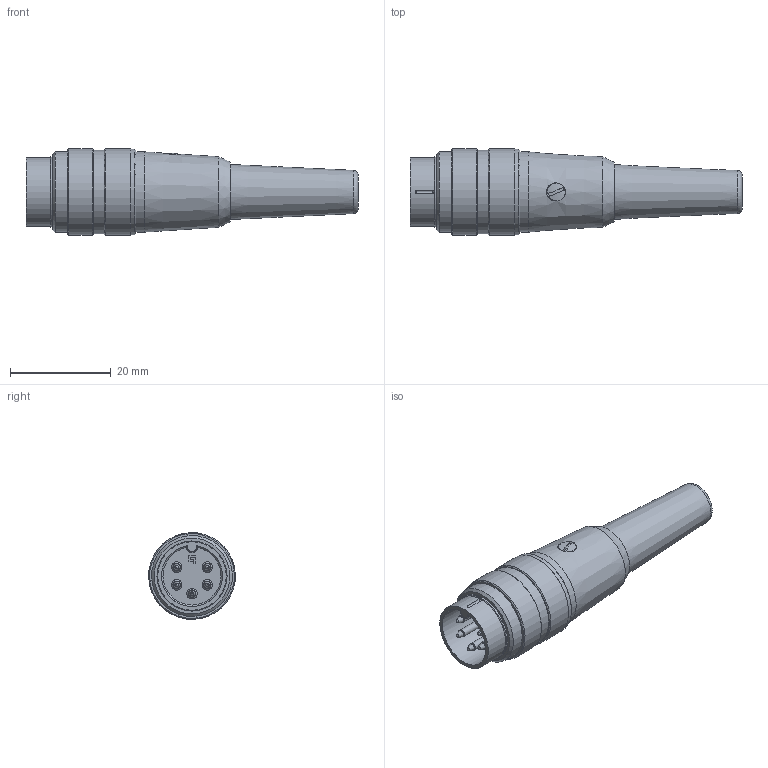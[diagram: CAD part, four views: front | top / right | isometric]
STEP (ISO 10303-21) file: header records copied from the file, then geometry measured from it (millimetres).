
FILE_DESCRIPTION(/* description */ (''),/* implementation_level */ '2;1');
FILE_NAME(/* name */ '09-0313-00-05-001_00_neu.stp',/* time_stamp */ '2019-01-29T07:38:17+01:00',/* author */ (''),/* organization */ (''),/* preprocessor_version */ 'ST-DEVELOPER v16',/* originating_system */ 'SIEMENS PLM Software NX 11.0',/* authorisation */ '');
FILE_SCHEMA (('AUTOMOTIVE_DESIGN { 1 0 10303 214 3 1 1 1 }'));
Length unit declared in the file: millimetre
Products named in the file (1): sgro1A3CDE322y41
Bounding box: 65.8 x 17.18 x 17.18 mm (x, y, z)
Volume: 8617.3 mm3; surface area: 3659.6 mm2
Topology: 1 solids, 2 shells, 102 faces, 223 edges, 140 vertices
Faces by surface type: plane 37, cone 25, cylinder 23, bspline 10, sphere 4, torus 3
Full cylindrical faces by diameter (mm): 1.49 x5, 3 x1, 13.6 x1, 13.9 x1, 14.5 x1, 15.9 x1, 16 x1, 16.5 x1, 17 x1, 17.2 x2
Entity records: 2873 total; most frequent: CARTESIAN_POINT 908, DIRECTION 416, ORIENTED_EDGE 308, AXIS2_PLACEMENT_3D 180, EDGE_LOOP 171, EDGE_CURVE 154, FACE_BOUND 130, VERTEX_POINT 123
